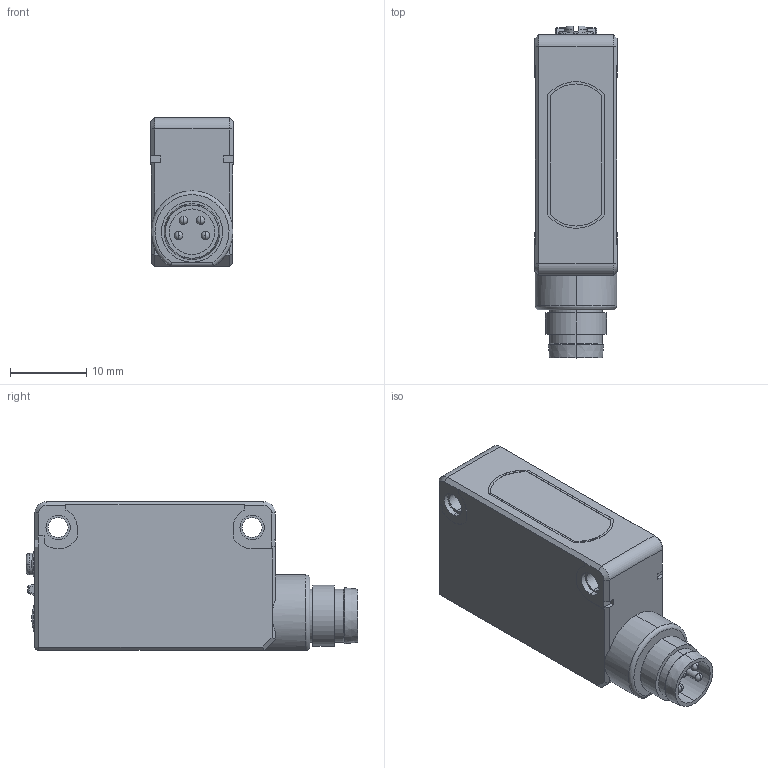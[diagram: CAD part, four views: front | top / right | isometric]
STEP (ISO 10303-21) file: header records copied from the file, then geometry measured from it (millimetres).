
FILE_DESCRIPTION (( 'STEP AP214' ), '1' );
FILE_NAME ('SA2E-[P][D][N]$3($)C1.STEP', '2021-03-18T00:46:18', ( 'IDEC' ), ( 'IDEC' ), 'SwSTEP 2.0', 'SolidWorks 2019', '' );
FILE_SCHEMA (( 'AUTOMOTIVE_DESIGN' ));
Length unit declared in the file: millimetre
Products named in the file (1): SA2E-[P][D][N]$3($)C1
Bounding box: 10.8 x 43.45 x 19.5 mm (x, y, z)
Volume: 6960.1 mm3; surface area: 2971.9 mm2
Topology: 1 solids, 1 shells, 305 faces, 751 edges, 476 vertices
Faces by surface type: plane 146, cylinder 84, bspline 50, cone 17, torus 8
Entity records: 11203 total; most frequent: CARTESIAN_POINT 4175, ORIENTED_EDGE 1502, DIRECTION 1380, EDGE_CURVE 751, AXIS2_PLACEMENT_3D 478, VERTEX_POINT 476, VECTOR 424, LINE 424
